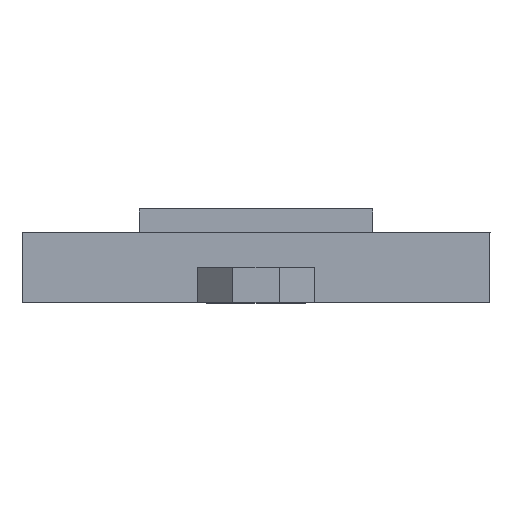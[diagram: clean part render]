
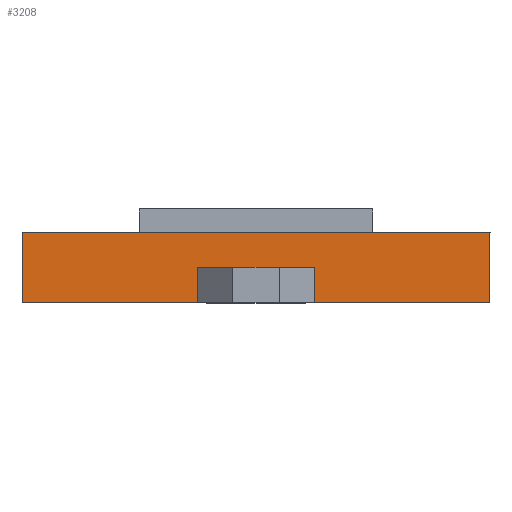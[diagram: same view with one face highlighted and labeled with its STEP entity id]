
A CAD part, top view. The second image highlights one B-rep face of the part: STEP entity #3208.
In plain terms, the highlighted planar face has unit normal (0, 0, 1).
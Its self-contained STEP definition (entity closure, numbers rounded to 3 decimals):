
#74=PLANE('',#3413);
#243=FACE_OUTER_BOUND('',#421,.T.);
#421=EDGE_LOOP('',(#2857,#2858,#2859,#2860,#2861,#2862,#2863,#2864));
#855=LINE('',#11212,#1050);
#879=LINE('',#13185,#1074);
#901=LINE('',#13236,#1096);
#906=LINE('',#13247,#1101);
#912=LINE('',#13262,#1107);
#916=LINE('',#13270,#1111);
#917=LINE('',#13271,#1112);
#918=LINE('',#13272,#1113);
#1050=VECTOR('',#3845,10.);
#1074=VECTOR('',#3909,10.);
#1096=VECTOR('',#3951,10.);
#1101=VECTOR('',#3960,10.);
#1107=VECTOR('',#3976,10.);
#1111=VECTOR('',#3984,10.);
#1112=VECTOR('',#3985,10.);
#1113=VECTOR('',#3986,10.);
#1398=VERTEX_POINT('',#11209);
#1399=VERTEX_POINT('',#11211);
#1413=VERTEX_POINT('',#13183);
#1431=VERTEX_POINT('',#13233);
#1432=VERTEX_POINT('',#13235);
#1436=VERTEX_POINT('',#13245);
#1440=VERTEX_POINT('',#13261);
#1442=VERTEX_POINT('',#13269);
#1847=EDGE_CURVE('',#1398,#1399,#855,.T.);
#1887=EDGE_CURVE('',#1398,#1413,#879,.T.);
#1911=EDGE_CURVE('',#1432,#1431,#901,.T.);
#1917=EDGE_CURVE('',#1431,#1436,#906,.T.);
#1924=EDGE_CURVE('',#1440,#1432,#912,.T.);
#1928=EDGE_CURVE('',#1442,#1436,#916,.T.);
#1929=EDGE_CURVE('',#1399,#1442,#917,.T.);
#1930=EDGE_CURVE('',#1440,#1413,#918,.T.);
#2857=ORIENTED_EDGE('',*,*,#1917,.T.);
#2858=ORIENTED_EDGE('',*,*,#1928,.F.);
#2859=ORIENTED_EDGE('',*,*,#1929,.F.);
#2860=ORIENTED_EDGE('',*,*,#1847,.F.);
#2861=ORIENTED_EDGE('',*,*,#1887,.T.);
#2862=ORIENTED_EDGE('',*,*,#1930,.F.);
#2863=ORIENTED_EDGE('',*,*,#1924,.T.);
#2864=ORIENTED_EDGE('',*,*,#1911,.T.);
#3208=ADVANCED_FACE('',(#243),#74,.T.);
#3413=AXIS2_PLACEMENT_3D('',#13268,#3982,#3983);
#3845=DIRECTION('',(1.,0.,0.));
#3909=DIRECTION('',(0.,-1.,0.));
#3951=DIRECTION('',(1.,0.,0.));
#3960=DIRECTION('',(0.,-1.,0.));
#3976=DIRECTION('',(0.,1.,0.));
#3982=DIRECTION('center_axis',(0.,0.,1.));
#3983=DIRECTION('ref_axis',(-1.,0.,0.));
#3984=DIRECTION('',(-1.,0.,0.));
#3985=DIRECTION('',(0.,-1.,0.));
#3986=DIRECTION('',(-1.,0.,0.));
#11209=CARTESIAN_POINT('',(-20.,0.,8.));
#11211=CARTESIAN_POINT('',(20.,0.,8.));
#11212=CARTESIAN_POINT('',(-20.,0.,8.));
#13183=CARTESIAN_POINT('',(-20.,-6.,8.));
#13185=CARTESIAN_POINT('',(-20.,0.,8.));
#13233=CARTESIAN_POINT('',(5.,-3.,8.));
#13235=CARTESIAN_POINT('',(-5.,-3.,8.));
#13236=CARTESIAN_POINT('',(10.,-3.,8.));
#13245=CARTESIAN_POINT('',(5.,-6.,8.));
#13247=CARTESIAN_POINT('',(5.,0.,8.));
#13261=CARTESIAN_POINT('',(-5.,-6.,8.));
#13262=CARTESIAN_POINT('',(-5.,0.,8.));
#13268=CARTESIAN_POINT('Origin',(20.,0.,8.));
#13269=CARTESIAN_POINT('',(20.,-6.,8.));
#13270=CARTESIAN_POINT('',(-20.,-6.,8.));
#13271=CARTESIAN_POINT('',(20.,0.,8.));
#13272=CARTESIAN_POINT('',(-20.,-6.,8.));
